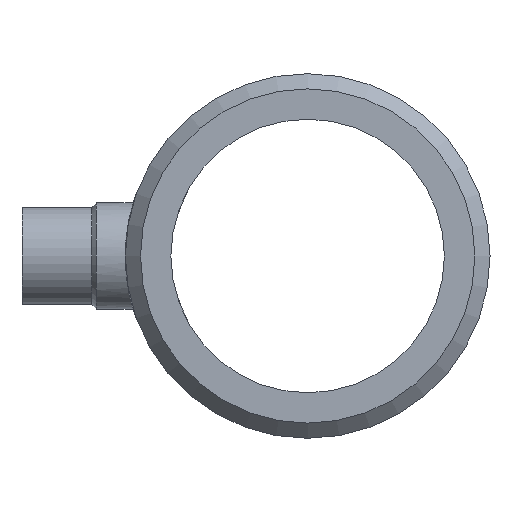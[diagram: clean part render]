
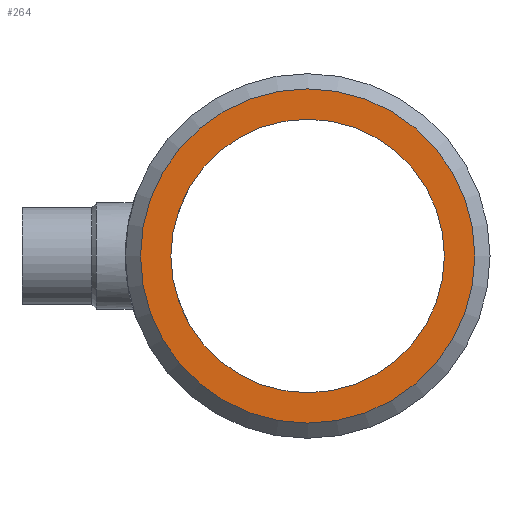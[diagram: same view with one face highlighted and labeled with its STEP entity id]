
A CAD part, left-side view. The second image highlights one B-rep face of the part: STEP entity #264.
In plain terms, the highlighted planar face has unit normal (-1, 0, 0).
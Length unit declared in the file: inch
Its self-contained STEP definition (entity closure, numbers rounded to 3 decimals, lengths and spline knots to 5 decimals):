
#1 = DIRECTION ( 'NONE',  ( -1., 0., 0. ) ) ;
#14 = ORIENTED_EDGE ( 'NONE', *, *, #310, .T. ) ;
#66 = EDGE_LOOP ( 'NONE', ( #401 ) ) ;
#135 = EDGE_LOOP ( 'NONE', ( #14 ) ) ;
#153 = DIRECTION ( 'NONE',  ( 1., 0., 0. ) ) ;
#181 = DIRECTION ( 'NONE',  ( -1., 0., 0. ) ) ;
#194 = FACE_OUTER_BOUND ( 'NONE', #66, .T. ) ;
#210 = CARTESIAN_POINT ( 'NONE',  ( -9.6063, 0., 0. ) ) ;
#234 = CARTESIAN_POINT ( 'NONE',  ( -9.6063, 1.08268, 0. ) ) ;
#252 = AXIS2_PLACEMENT_3D ( 'NONE', #463, #181, #458 ) ;
#264 = ADVANCED_FACE ( 'NONE', ( #194, #412 ), #533, .T. ) ;
#272 = CARTESIAN_POINT ( 'NONE',  ( -9.6063, 0., -1.77165 ) ) ;
#299 = EDGE_CURVE ( 'NONE', #484, #484, #530, .T. ) ;
#310 = EDGE_CURVE ( 'NONE', #376, #376, #318, .T. ) ;
#318 = CIRCLE ( 'NONE', #442, 1.77165 ) ;
#359 = DIRECTION ( 'NONE',  ( 0., 0., -1. ) ) ;
#376 = VERTEX_POINT ( 'NONE', #272 ) ;
#380 = AXIS2_PLACEMENT_3D ( 'NONE', #234, #1, #427 ) ;
#401 = ORIENTED_EDGE ( 'NONE', *, *, #299, .T. ) ;
#412 = FACE_BOUND ( 'NONE', #135, .T. ) ;
#427 = DIRECTION ( 'NONE',  ( 0., 0., 1. ) ) ;
#442 = AXIS2_PLACEMENT_3D ( 'NONE', #210, #153, #359 ) ;
#458 = DIRECTION ( 'NONE',  ( 0., 0., -1. ) ) ;
#463 = CARTESIAN_POINT ( 'NONE',  ( -9.6063, 0., 0. ) ) ;
#484 = VERTEX_POINT ( 'NONE', #522 ) ;
#522 = CARTESIAN_POINT ( 'NONE',  ( -9.6063, 0., -2.16535 ) ) ;
#530 = CIRCLE ( 'NONE', #252, 2.16535 ) ;
#533 = PLANE ( 'NONE',  #380 ) ;
